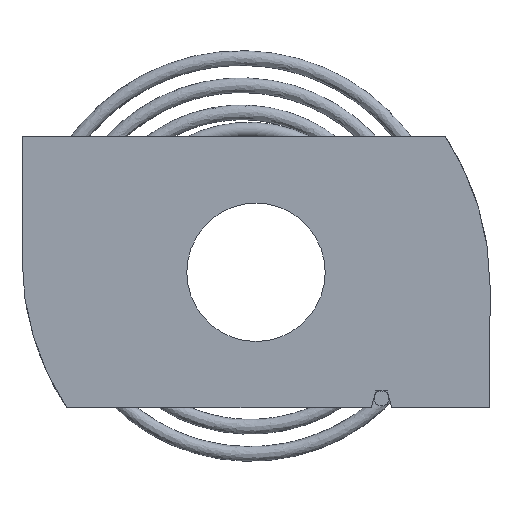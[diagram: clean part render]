
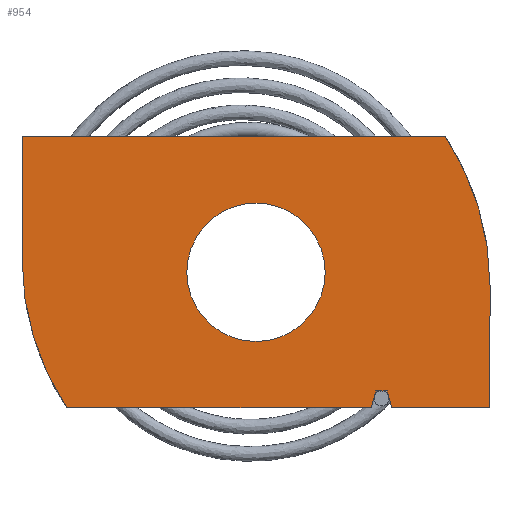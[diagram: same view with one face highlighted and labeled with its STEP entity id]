
A CAD part, front view. The second image highlights one B-rep face of the part: STEP entity #954.
In plain terms, the highlighted planar face has unit normal (0, -1, 0).
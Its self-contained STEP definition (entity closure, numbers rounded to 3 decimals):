
#3 = CARTESIAN_POINT ( 'NONE',  ( 0., 0., 0. ) ) ;
#28 = CARTESIAN_POINT ( 'NONE',  ( 9.672, 0., -8.75 ) ) ;
#32 = DIRECTION ( 'NONE',  ( 0.259, 0., -0.966 ) ) ;
#54 = AXIS2_PLACEMENT_3D ( 'NONE', #3, #1293, #628 ) ;
#71 = VERTEX_POINT ( 'NONE', #1960 ) ;
#93 = EDGE_CURVE ( 'NONE', #962, #71, #852, .T. ) ;
#143 = AXIS2_PLACEMENT_3D ( 'NONE', #539, #1177, #1067 ) ;
#160 = DIRECTION ( 'NONE',  ( 1., 0., 0. ) ) ;
#170 = VERTEX_POINT ( 'NONE', #1800 ) ;
#193 = CARTESIAN_POINT ( 'NONE',  ( 2.75, 0., 1. ) ) ;
#203 = VERTEX_POINT ( 'NONE', #1496 ) ;
#238 = CARTESIAN_POINT ( 'NONE',  ( 17.25, 0., -10. ) ) ;
#239 = DIRECTION ( 'NONE',  ( 0.259, 0., 0.966 ) ) ;
#243 = VECTOR ( 'NONE', #32, 1000. ) ;
#264 = VERTEX_POINT ( 'NONE', #1911 ) ;
#292 = ORIENTED_EDGE ( 'NONE', *, *, #770, .T. ) ;
#293 = DIRECTION ( 'NONE',  ( -1., 0., 0. ) ) ;
#338 = LINE ( 'NONE', #28, #1638 ) ;
#360 = FACE_BOUND ( 'NONE', #1384, .T. ) ;
#378 = CARTESIAN_POINT ( 'NONE',  ( 8.828, 0., -8.75 ) ) ;
#469 = ORIENTED_EDGE ( 'NONE', *, *, #93, .F. ) ;
#474 = LINE ( 'NONE', #1445, #243 ) ;
#495 = DIRECTION ( 'NONE',  ( 0., -1., 0. ) ) ;
#515 = EDGE_CURVE ( 'NONE', #170, #1268, #1321, .T. ) ;
#522 = DIRECTION ( 'NONE',  ( 1., 0., 0. ) ) ;
#532 = DIRECTION ( 'NONE',  ( 0., 0., -1. ) ) ;
#539 = CARTESIAN_POINT ( 'NONE',  ( 2.75, 0., 1. ) ) ;
#554 = LINE ( 'NONE', #1689, #671 ) ;
#617 = EDGE_CURVE ( 'NONE', #962, #203, #1785, .T. ) ;
#628 = DIRECTION ( 'NONE',  ( 0., 0., 1. ) ) ;
#671 = VECTOR ( 'NONE', #522, 1000. ) ;
#678 = CIRCLE ( 'NONE', #1820, 20. ) ;
#679 = CARTESIAN_POINT ( 'NONE',  ( -2.75, 0., -1. ) ) ;
#689 = CARTESIAN_POINT ( 'NONE',  ( -17.25, 0., 10. ) ) ;
#735 = VECTOR ( 'NONE', #1809, 1000. ) ;
#746 = LINE ( 'NONE', #1103, #1670 ) ;
#755 = ORIENTED_EDGE ( 'NONE', *, *, #617, .T. ) ;
#770 = EDGE_CURVE ( 'NONE', #862, #1474, #474, .T. ) ;
#778 = CIRCLE ( 'NONE', #54, 5.1 ) ;
#832 = VERTEX_POINT ( 'NONE', #1584 ) ;
#852 = LINE ( 'NONE', #1351, #735 ) ;
#855 = EDGE_CURVE ( 'NONE', #1889, #1889, #778, .T. ) ;
#857 = ORIENTED_EDGE ( 'NONE', *, *, #515, .F. ) ;
#862 = VERTEX_POINT ( 'NONE', #1728 ) ;
#902 = VECTOR ( 'NONE', #532, 1000. ) ;
#954 = ADVANCED_FACE ( 'NONE', ( #360, #1603 ), #1918, .T. ) ;
#962 = VERTEX_POINT ( 'NONE', #1141 ) ;
#989 = CARTESIAN_POINT ( 'NONE',  ( 0., 0., 5.1 ) ) ;
#1012 = LINE ( 'NONE', #689, #1566 ) ;
#1067 = DIRECTION ( 'NONE',  ( 0., 0., -1. ) ) ;
#1068 = EDGE_CURVE ( 'NONE', #264, #832, #1012, .T. ) ;
#1100 = EDGE_CURVE ( 'NONE', #1179, #170, #678, .T. ) ;
#1102 = ORIENTED_EDGE ( 'NONE', *, *, #1344, .F. ) ;
#1103 = CARTESIAN_POINT ( 'NONE',  ( -13.953, 0., -10. ) ) ;
#1119 = EDGE_CURVE ( 'NONE', #71, #264, #1811, .T. ) ;
#1141 = CARTESIAN_POINT ( 'NONE',  ( 8.493, 0., -10. ) ) ;
#1177 = DIRECTION ( 'NONE',  ( 0., 1., 0. ) ) ;
#1179 = VERTEX_POINT ( 'NONE', #1345 ) ;
#1268 = VERTEX_POINT ( 'NONE', #238 ) ;
#1293 = DIRECTION ( 'NONE',  ( 0., 1., 0. ) ) ;
#1308 = AXIS2_PLACEMENT_3D ( 'NONE', #193, #495, #1435 ) ;
#1320 = DIRECTION ( 'NONE',  ( 0., 1., 0. ) ) ;
#1321 = LINE ( 'NONE', #1936, #902 ) ;
#1329 = DIRECTION ( 'NONE',  ( 0., 0., -1. ) ) ;
#1344 = EDGE_CURVE ( 'NONE', #832, #1179, #554, .T. ) ;
#1345 = CARTESIAN_POINT ( 'NONE',  ( 13.953, 0., 10. ) ) ;
#1351 = CARTESIAN_POINT ( 'NONE',  ( -13.953, 0., -10. ) ) ;
#1362 = ORIENTED_EDGE ( 'NONE', *, *, #1598, .F. ) ;
#1384 = EDGE_LOOP ( 'NONE', ( #1786 ) ) ;
#1430 = ORIENTED_EDGE ( 'NONE', *, *, #1920, .T. ) ;
#1435 = DIRECTION ( 'NONE',  ( 0., 0., -1. ) ) ;
#1445 = CARTESIAN_POINT ( 'NONE',  ( 10.007, 0., -10. ) ) ;
#1474 = VERTEX_POINT ( 'NONE', #1877 ) ;
#1481 = DIRECTION ( 'NONE',  ( 0., 0., 1. ) ) ;
#1496 = CARTESIAN_POINT ( 'NONE',  ( 8.828, 0., -8.75 ) ) ;
#1499 = ORIENTED_EDGE ( 'NONE', *, *, #1119, .F. ) ;
#1546 = EDGE_LOOP ( 'NONE', ( #292, #1362, #857, #1558, #1102, #1641, #1499, #469, #755, #1430 ) ) ;
#1558 = ORIENTED_EDGE ( 'NONE', *, *, #1100, .F. ) ;
#1566 = VECTOR ( 'NONE', #1481, 1000. ) ;
#1584 = CARTESIAN_POINT ( 'NONE',  ( -17.25, 0., 10. ) ) ;
#1598 = EDGE_CURVE ( 'NONE', #1268, #1474, #746, .T. ) ;
#1603 = FACE_OUTER_BOUND ( 'NONE', #1546, .T. ) ;
#1638 = VECTOR ( 'NONE', #160, 1000. ) ;
#1641 = ORIENTED_EDGE ( 'NONE', *, *, #1068, .F. ) ;
#1670 = VECTOR ( 'NONE', #293, 1000. ) ;
#1689 = CARTESIAN_POINT ( 'NONE',  ( -17.25, 0., 10. ) ) ;
#1728 = CARTESIAN_POINT ( 'NONE',  ( 9.672, 0., -8.75 ) ) ;
#1785 = LINE ( 'NONE', #378, #1949 ) ;
#1786 = ORIENTED_EDGE ( 'NONE', *, *, #855, .T. ) ;
#1800 = CARTESIAN_POINT ( 'NONE',  ( 17.25, 0., -1. ) ) ;
#1809 = DIRECTION ( 'NONE',  ( -1., 0., 0. ) ) ;
#1811 = CIRCLE ( 'NONE', #143, 20. ) ;
#1820 = AXIS2_PLACEMENT_3D ( 'NONE', #679, #1320, #1329 ) ;
#1877 = CARTESIAN_POINT ( 'NONE',  ( 10.007, 0., -10. ) ) ;
#1889 = VERTEX_POINT ( 'NONE', #989 ) ;
#1911 = CARTESIAN_POINT ( 'NONE',  ( -17.25, 0., 1. ) ) ;
#1918 = PLANE ( 'NONE',  #1308 ) ;
#1920 = EDGE_CURVE ( 'NONE', #203, #862, #338, .T. ) ;
#1936 = CARTESIAN_POINT ( 'NONE',  ( 17.25, 0., -1. ) ) ;
#1949 = VECTOR ( 'NONE', #239, 1000. ) ;
#1960 = CARTESIAN_POINT ( 'NONE',  ( -13.953, 0., -10. ) ) ;
